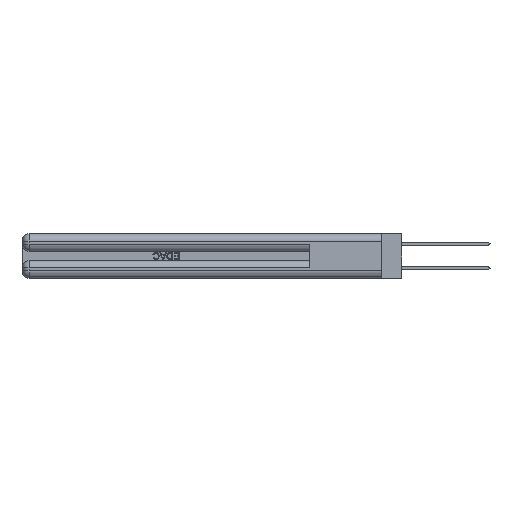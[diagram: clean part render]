
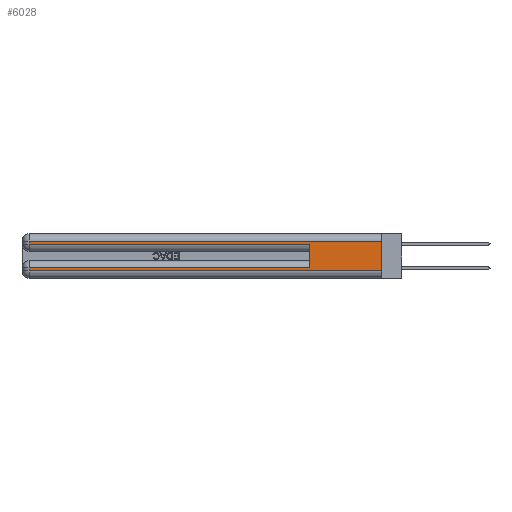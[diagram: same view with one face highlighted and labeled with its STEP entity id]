
A CAD part, left-side view. The second image highlights one B-rep face of the part: STEP entity #6028.
In plain terms, the highlighted planar face has unit normal (-1, 0, 0).
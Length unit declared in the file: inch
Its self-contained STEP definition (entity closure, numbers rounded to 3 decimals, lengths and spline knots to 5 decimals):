
#61 = EDGE_CURVE ( 'NONE', #11023, #31543, #12699, .T. ) ;
#203 = EDGE_CURVE ( 'NONE', #9581, #31543, #47883, .T. ) ;
#268 = CARTESIAN_POINT ( 'NONE',  ( 0., 0.6, 0.285 ) ) ;
#511 = ORIENTED_EDGE ( 'NONE', *, *, #8337, .T. ) ;
#1104 = ORIENTED_EDGE ( 'NONE', *, *, #203, .F. ) ;
#1385 = CARTESIAN_POINT ( 'NONE',  ( 0., 2.94, 0.37 ) ) ;
#1587 = VECTOR ( 'NONE', #47901, 39.37008 ) ;
#2174 = EDGE_CURVE ( 'NONE', #28959, #43452, #41258, .T. ) ;
#5175 = CARTESIAN_POINT ( 'NONE',  ( 0., 2.94, 0.37 ) ) ;
#5760 = DIRECTION ( 'NONE',  ( 0., -1., 0. ) ) ;
#6028 = ADVANCED_FACE ( 'NONE', ( #20301 ), #34143, .F. ) ;
#7904 = VECTOR ( 'NONE', #18269, 39.37008 ) ;
#8337 = EDGE_CURVE ( 'NONE', #15294, #11023, #22519, .T. ) ;
#8483 = ORIENTED_EDGE ( 'NONE', *, *, #15021, .T. ) ;
#9493 = CARTESIAN_POINT ( 'NONE',  ( 0., 0., 0.285 ) ) ;
#9581 = VERTEX_POINT ( 'NONE', #12868 ) ;
#10106 = VECTOR ( 'NONE', #48037, 39.37008 ) ;
#10656 = CARTESIAN_POINT ( 'NONE',  ( 0., 0., 0.085 ) ) ;
#11023 = VERTEX_POINT ( 'NONE', #26248 ) ;
#11586 = ORIENTED_EDGE ( 'NONE', *, *, #18029, .T. ) ;
#12699 = LINE ( 'NONE', #33266, #43695 ) ;
#12868 = CARTESIAN_POINT ( 'NONE',  ( 0., 0., 0.31 ) ) ;
#13397 = LINE ( 'NONE', #34078, #33027 ) ;
#14649 = DIRECTION ( 'NONE',  ( 0., 0., -1. ) ) ;
#15021 = EDGE_CURVE ( 'NONE', #17871, #15294, #29783, .T. ) ;
#15294 = VERTEX_POINT ( 'NONE', #43164 ) ;
#17871 = VERTEX_POINT ( 'NONE', #29265 ) ;
#18029 = EDGE_CURVE ( 'NONE', #9581, #28959, #18414, .T. ) ;
#18269 = DIRECTION ( 'NONE',  ( 0., 1., 0. ) ) ;
#18414 = LINE ( 'NONE', #41345, #7904 ) ;
#19561 = EDGE_LOOP ( 'NONE', ( #1104, #11586, #33676, #24482, #47456, #8483, #511, #31905 ) ) ;
#20049 = EDGE_CURVE ( 'NONE', #43452, #28742, #48487, .T. ) ;
#20301 = FACE_OUTER_BOUND ( 'NONE', #19561, .T. ) ;
#21240 = DIRECTION ( 'NONE',  ( 0., -1., 0. ) ) ;
#22519 = LINE ( 'NONE', #5175, #1587 ) ;
#24482 = ORIENTED_EDGE ( 'NONE', *, *, #20049, .T. ) ;
#26248 = CARTESIAN_POINT ( 'NONE',  ( 0., 2.94, 0.06 ) ) ;
#26793 = VECTOR ( 'NONE', #21240, 39.37008 ) ;
#28742 = VERTEX_POINT ( 'NONE', #268 ) ;
#28959 = VERTEX_POINT ( 'NONE', #36737 ) ;
#29265 = CARTESIAN_POINT ( 'NONE',  ( 0., 0.6, 0.085 ) ) ;
#29783 = LINE ( 'NONE', #10656, #38815 ) ;
#29818 = CARTESIAN_POINT ( 'NONE',  ( 0., 2.94, 0.285 ) ) ;
#30289 = DIRECTION ( 'NONE',  ( 0., 1., 0. ) ) ;
#31543 = VERTEX_POINT ( 'NONE', #45789 ) ;
#31905 = ORIENTED_EDGE ( 'NONE', *, *, #61, .T. ) ;
#33027 = VECTOR ( 'NONE', #37897, 39.37008 ) ;
#33266 = CARTESIAN_POINT ( 'NONE',  ( 0., 0., 0.06 ) ) ;
#33397 = EDGE_CURVE ( 'NONE', #17871, #28742, #13397, .T. ) ;
#33676 = ORIENTED_EDGE ( 'NONE', *, *, #2174, .T. ) ;
#34078 = CARTESIAN_POINT ( 'NONE',  ( 0., 0.6, 0.145 ) ) ;
#34143 = PLANE ( 'NONE',  #36447 ) ;
#36447 = AXIS2_PLACEMENT_3D ( 'NONE', #49380, #37975, #14649 ) ;
#36737 = CARTESIAN_POINT ( 'NONE',  ( 0., 2.94, 0.31 ) ) ;
#37897 = DIRECTION ( 'NONE',  ( 0., 0., 1. ) ) ;
#37975 = DIRECTION ( 'NONE',  ( 1., 0., 0. ) ) ;
#38815 = VECTOR ( 'NONE', #30289, 39.37008 ) ;
#41258 = LINE ( 'NONE', #1385, #10106 ) ;
#41345 = CARTESIAN_POINT ( 'NONE',  ( 0., 0., 0.31 ) ) ;
#41600 = DIRECTION ( 'NONE',  ( 0., 0., -1. ) ) ;
#43164 = CARTESIAN_POINT ( 'NONE',  ( 0., 2.94, 0.085 ) ) ;
#43452 = VERTEX_POINT ( 'NONE', #29818 ) ;
#43695 = VECTOR ( 'NONE', #5760, 39.37008 ) ;
#45455 = CARTESIAN_POINT ( 'NONE',  ( 0., 0., 0.37 ) ) ;
#45789 = CARTESIAN_POINT ( 'NONE',  ( 0., 0., 0.06 ) ) ;
#46698 = VECTOR ( 'NONE', #41600, 39.37008 ) ;
#47456 = ORIENTED_EDGE ( 'NONE', *, *, #33397, .F. ) ;
#47883 = LINE ( 'NONE', #45455, #46698 ) ;
#47901 = DIRECTION ( 'NONE',  ( 0., 0., -1. ) ) ;
#48037 = DIRECTION ( 'NONE',  ( 0., 0., -1. ) ) ;
#48487 = LINE ( 'NONE', #9493, #26793 ) ;
#49380 = CARTESIAN_POINT ( 'NONE',  ( 0., 0., 0.37 ) ) ;
